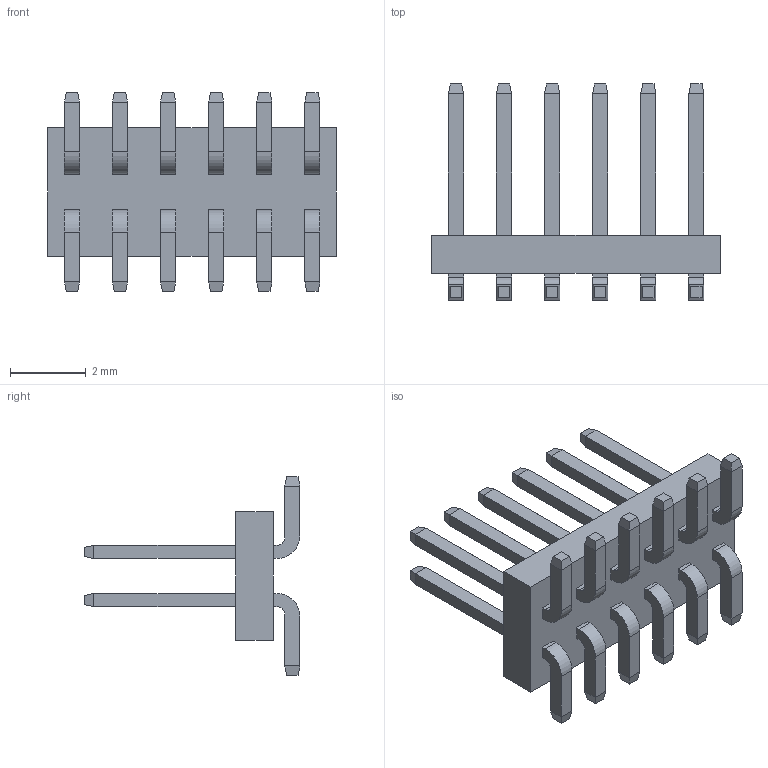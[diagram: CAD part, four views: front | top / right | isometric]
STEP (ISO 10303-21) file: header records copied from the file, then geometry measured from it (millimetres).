
FILE_DESCRIPTION((''),'2;1');
FILE_NAME('FPH12746-D10S1014050705M','2024-03-11T',('工程三'),(''),'PRO/ENGINEER BY PARAMETRIC TECHNOLOGY CORPORATION, 2010280','PRO/ENGINEER BY PARAMETRIC TECHNOLOGY CORPORATION, 2010280','');
FILE_SCHEMA(('CONFIG_CONTROL_DESIGN'));
Length unit declared in the file: millimetre
Products named in the file (1): FPH12746-D10S1014050705M
Bounding box: 7.62 x 5.7 x 5.25 mm (x, y, z)
Volume: 36.6 mm3; surface area: 186.7 mm2
Topology: 1 solids, 1 shells, 270 faces, 636 edges, 392 vertices
Faces by surface type: plane 246, cylinder 24
Entity records: 7538 total; most frequent: CARTESIAN_POINT 1298, ORIENTED_EDGE 1272, DIRECTION 1224, EDGE_CURVE 636, VECTOR 588, LINE 588, VERTEX_POINT 392, AXIS2_PLACEMENT_3D 318
